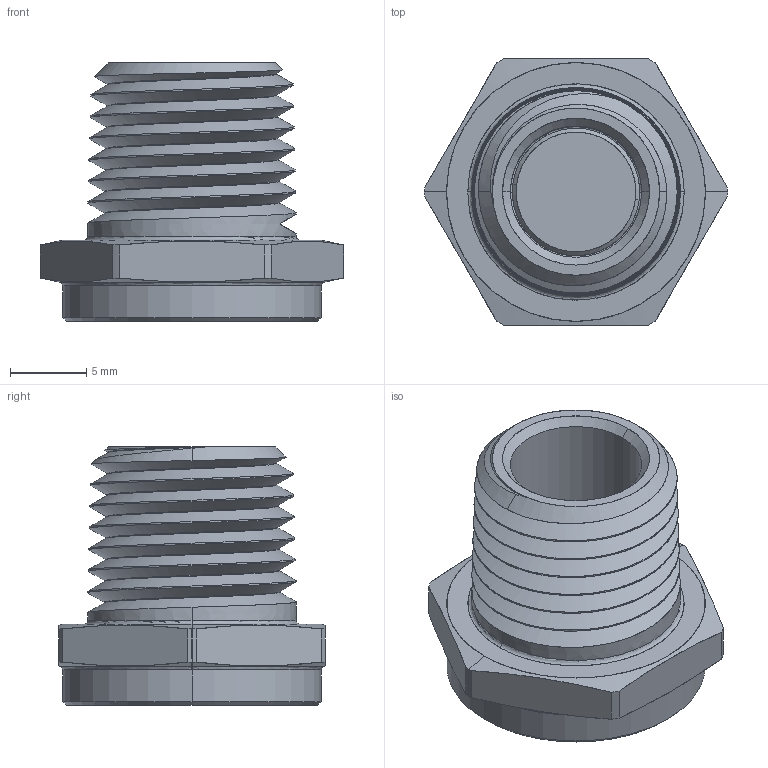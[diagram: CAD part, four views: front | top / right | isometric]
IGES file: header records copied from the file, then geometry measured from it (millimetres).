
Start section: SolidWorks IGES file using analytic representation for surfaces
Global section: file name: 101056.igs; native system: SolidWorks 2012; preprocessor: SolidWorks 2012; author: ernesto; date: 130823.123940; units: inch
Bounding box: 19.93 x 17.53 x 17.02 mm (x, y, z)
Surface area: 2182.8 mm2 (no closed solid volume)
Topology: 0 solids, 0 shells, 72 faces, 1933 edges, 1933 vertices
Faces by surface type: revolution 46, bspline 26
